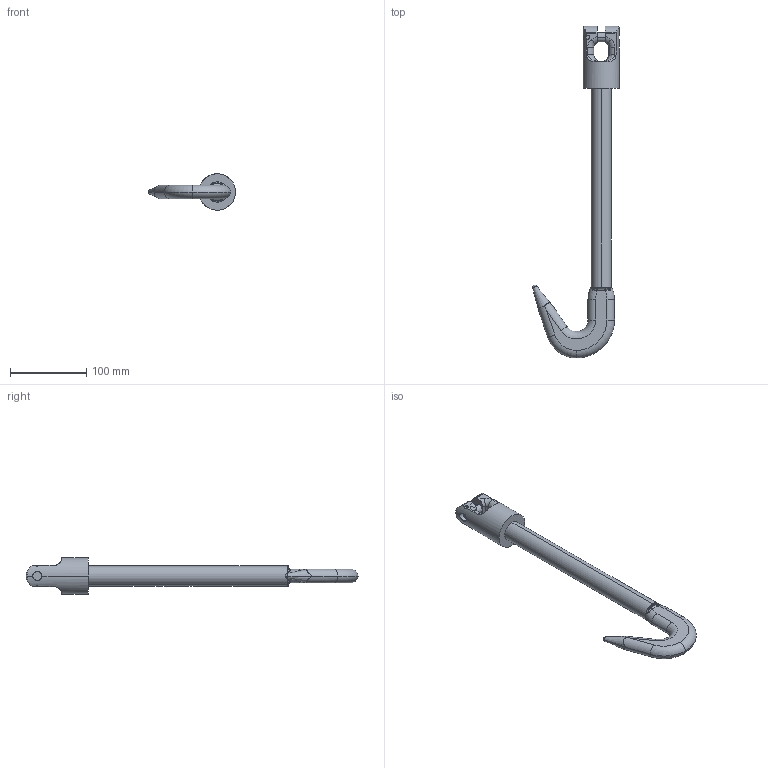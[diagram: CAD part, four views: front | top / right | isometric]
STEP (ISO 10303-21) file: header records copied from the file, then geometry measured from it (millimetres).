
FILE_DESCRIPTION((''),'2;1');
FILE_NAME('001-M31728-P-1_ASM','2018-08-27T',('Roland.Jakubetz'),(''),'PRO/ENGINEER BY PARAMETRIC TECHNOLOGY CORPORATION, 2011490','PRO/ENGINEER BY PARAMETRIC TECHNOLOGY CORPORATION, 2011490','');
FILE_SCHEMA(('CONFIG_CONTROL_DESIGN'));
Length unit declared in the file: millimetre
Products named in the file (5): 001-M34263-RT1_AF1; 001-M34263-RT2; 001-M34263-BA1_AF0_ASM; 001-M31513-P-1_AF1; 001-M31728-P-1_ASM
Assembly tree (4 placements, depth 3):
  001-M31728-P-1_ASM
    001-M34263-BA1_AF0_ASM
      001-M34263-RT1_AF1
      001-M34263-RT2
    001-M31513-P-1_AF1
Bounding box: 114.43 x 436.84 x 48 mm (x, y, z)
Volume: 328642.6 mm3; surface area: 54853 mm2
Topology: 3 solids, 3 shells, 390 faces, 1071 edges, 692 vertices
Faces by surface type: plane 279, cylinder 53, bspline 32, torus 20, cone 4, sphere 2
Entity records: 14246 total; most frequent: CARTESIAN_POINT 4751, ORIENTED_EDGE 2138, DIRECTION 1702, EDGE_CURVE 1069, VERTEX_POINT 692, VECTOR 634, LINE 634, AXIS2_PLACEMENT_3D 534
